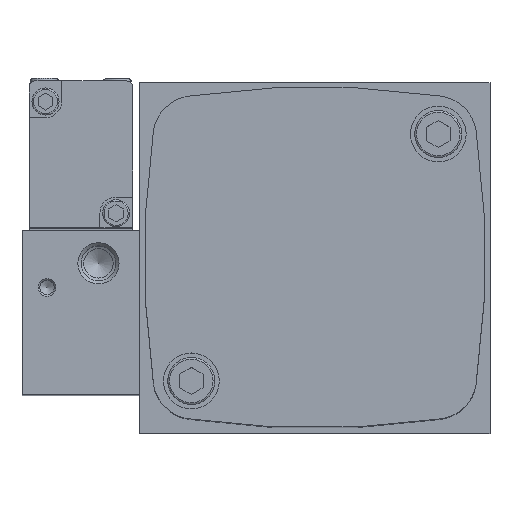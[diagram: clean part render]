
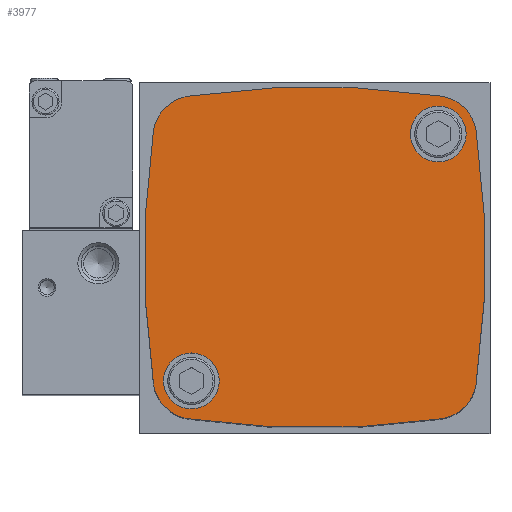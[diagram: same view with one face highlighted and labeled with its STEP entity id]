
A CAD part, top view. The second image highlights one B-rep face of the part: STEP entity #3977.
In plain terms, the highlighted planar face has unit normal (0, 0, 1).
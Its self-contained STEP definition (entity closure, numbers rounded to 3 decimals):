
#1052=ORIENTED_EDGE('',*,*,#2038,.F.);
#1053=ORIENTED_EDGE('',*,*,#2039,.F.);
#1054=ORIENTED_EDGE('',*,*,#2014,.T.);
#1055=ORIENTED_EDGE('',*,*,#2018,.T.);
#1056=ORIENTED_EDGE('',*,*,#2021,.T.);
#1057=ORIENTED_EDGE('',*,*,#2024,.T.);
#1058=ORIENTED_EDGE('',*,*,#2027,.T.);
#1059=ORIENTED_EDGE('',*,*,#2030,.T.);
#1060=ORIENTED_EDGE('',*,*,#2033,.T.);
#1061=ORIENTED_EDGE('',*,*,#2036,.T.);
#2014=EDGE_CURVE('',#2542,#2543,#2920,.T.);
#2018=EDGE_CURVE('',#2543,#2546,#2922,.T.);
#2021=EDGE_CURVE('',#2546,#2548,#2924,.T.);
#2024=EDGE_CURVE('',#2548,#2550,#2926,.T.);
#2027=EDGE_CURVE('',#2550,#2552,#2928,.T.);
#2030=EDGE_CURVE('',#2552,#2554,#2930,.T.);
#2033=EDGE_CURVE('',#2554,#2556,#2932,.T.);
#2036=EDGE_CURVE('',#2556,#2542,#2934,.T.);
#2038=EDGE_CURVE('',#2558,#2558,#2936,.T.);
#2039=EDGE_CURVE('',#2559,#2559,#2937,.T.);
#2542=VERTEX_POINT('',#6016);
#2543=VERTEX_POINT('',#6017);
#2546=VERTEX_POINT('',#6025);
#2548=VERTEX_POINT('',#6031);
#2550=VERTEX_POINT('',#6037);
#2552=VERTEX_POINT('',#6043);
#2554=VERTEX_POINT('',#6049);
#2556=VERTEX_POINT('',#6055);
#2558=VERTEX_POINT('',#6065);
#2559=VERTEX_POINT('',#6067);
#2920=CIRCLE('',#4336,7.);
#2922=CIRCLE('',#4339,149.);
#2924=CIRCLE('',#4342,7.);
#2926=CIRCLE('',#4345,149.);
#2928=CIRCLE('',#4348,7.);
#2930=CIRCLE('',#4351,149.);
#2932=CIRCLE('',#4354,7.);
#2934=CIRCLE('',#4357,149.);
#2936=CIRCLE('',#4361,4.75);
#2937=CIRCLE('',#4362,4.75);
#3120=EDGE_LOOP('',(#1052));
#3121=EDGE_LOOP('',(#1053));
#3122=EDGE_LOOP('',(#1054,#1055,#1056,#1057,#1058,#1059,#1060,#1061));
#3489=FACE_BOUND('',#3120,.T.);
#3490=FACE_BOUND('',#3121,.T.);
#3491=FACE_BOUND('',#3122,.T.);
#3780=PLANE('',#4360);
#3977=ADVANCED_FACE('',(#3489,#3490,#3491),#3780,.T.);
#4336=AXIS2_PLACEMENT_3D('',#6015,#4845,#4846);
#4339=AXIS2_PLACEMENT_3D('',#6024,#4853,#4854);
#4342=AXIS2_PLACEMENT_3D('',#6030,#4860,#4861);
#4345=AXIS2_PLACEMENT_3D('',#6036,#4867,#4868);
#4348=AXIS2_PLACEMENT_3D('',#6042,#4874,#4875);
#4351=AXIS2_PLACEMENT_3D('',#6048,#4881,#4882);
#4354=AXIS2_PLACEMENT_3D('',#6054,#4888,#4889);
#4357=AXIS2_PLACEMENT_3D('',#6060,#4895,#4896);
#4360=AXIS2_PLACEMENT_3D('',#6063,#4901,#4902);
#4361=AXIS2_PLACEMENT_3D('',#6064,#4903,#4904);
#4362=AXIS2_PLACEMENT_3D('',#6066,#4905,#4906);
#4845=DIRECTION('',(0.,0.,1.));
#4846=DIRECTION('',(1.,0.,0.));
#4853=DIRECTION('',(0.,0.,1.));
#4854=DIRECTION('',(1.,0.,0.));
#4860=DIRECTION('',(0.,0.,1.));
#4861=DIRECTION('',(1.,0.,0.));
#4867=DIRECTION('',(0.,0.,1.));
#4868=DIRECTION('',(1.,0.,0.));
#4874=DIRECTION('',(0.,0.,1.));
#4875=DIRECTION('',(1.,0.,0.));
#4881=DIRECTION('',(0.,0.,1.));
#4882=DIRECTION('',(1.,0.,0.));
#4888=DIRECTION('',(0.,0.,1.));
#4889=DIRECTION('',(1.,0.,0.));
#4895=DIRECTION('',(0.,0.,1.));
#4896=DIRECTION('',(1.,0.,0.));
#4901=DIRECTION('',(0.,0.,1.));
#4902=DIRECTION('',(1.,0.,0.));
#4903=DIRECTION('',(0.,0.,1.));
#4904=DIRECTION('',(1.,0.,0.));
#4905=DIRECTION('',(0.,0.,1.));
#4906=DIRECTION('',(1.,0.,0.));
#6015=CARTESIAN_POINT('',(-20.511,20.511,0.));
#6016=CARTESIAN_POINT('',(-21.522,27.437,0.));
#6017=CARTESIAN_POINT('',(-27.437,21.522,0.));
#6024=CARTESIAN_POINT('',(120.,0.,0.));
#6025=CARTESIAN_POINT('',(-27.437,-21.522,0.));
#6030=CARTESIAN_POINT('',(-20.511,-20.511,0.));
#6031=CARTESIAN_POINT('',(-21.522,-27.437,0.));
#6036=CARTESIAN_POINT('',(0.,120.,0.));
#6037=CARTESIAN_POINT('',(21.522,-27.437,0.));
#6042=CARTESIAN_POINT('',(20.511,-20.511,0.));
#6043=CARTESIAN_POINT('',(27.437,-21.522,0.));
#6048=CARTESIAN_POINT('',(-120.,0.,0.));
#6049=CARTESIAN_POINT('',(27.437,21.522,0.));
#6054=CARTESIAN_POINT('',(20.511,20.511,0.));
#6055=CARTESIAN_POINT('',(21.522,27.437,0.));
#6060=CARTESIAN_POINT('',(0.,-120.,0.));
#6063=CARTESIAN_POINT('',(49.745,10.255,0.));
#6064=CARTESIAN_POINT('',(-21.,-21.,0.));
#6065=CARTESIAN_POINT('',(-16.25,-21.,0.));
#6066=CARTESIAN_POINT('',(21.,21.,0.));
#6067=CARTESIAN_POINT('',(25.75,21.,0.));
